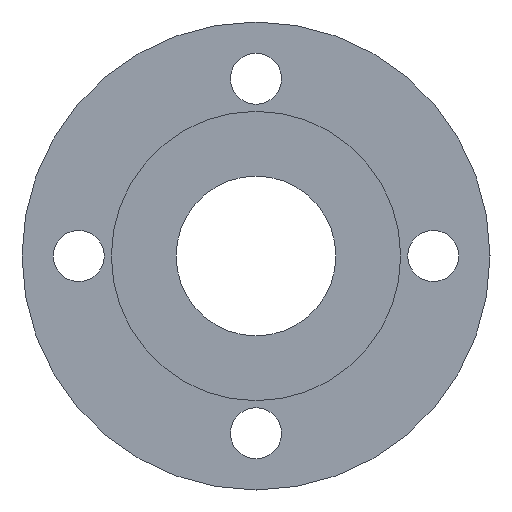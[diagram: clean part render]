
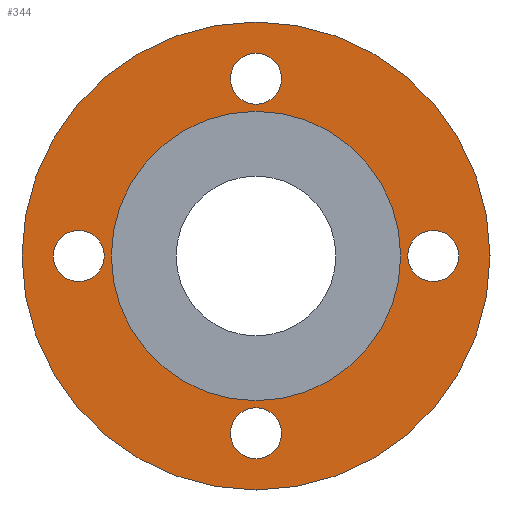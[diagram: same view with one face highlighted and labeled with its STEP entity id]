
A CAD part, front view. The second image highlights one B-rep face of the part: STEP entity #344.
In plain terms, the highlighted planar face has unit normal (0, -1, 0).
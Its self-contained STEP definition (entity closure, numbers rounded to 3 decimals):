
#4 = CARTESIAN_POINT ( 'NONE',  ( 0., 1.6, -62.5 ) ) ;
#5 = AXIS2_PLACEMENT_3D ( 'NONE', #676, #545, #482 ) ;
#9 = ORIENTED_EDGE ( 'NONE', *, *, #769, .F. ) ;
#11 = DIRECTION ( 'NONE',  ( 0., -1., 0. ) ) ;
#27 = ORIENTED_EDGE ( 'NONE', *, *, #289, .F. ) ;
#30 = EDGE_CURVE ( 'NONE', #96, #628, #235, .T. ) ;
#36 = DIRECTION ( 'NONE',  ( 0., 0., -1. ) ) ;
#52 = DIRECTION ( 'NONE',  ( 0., 0., 1. ) ) ;
#55 = CIRCLE ( 'NONE', #179, 9. ) ;
#58 = CARTESIAN_POINT ( 'NONE',  ( 0., 1.6, 62.5 ) ) ;
#64 = AXIS2_PLACEMENT_3D ( 'NONE', #726, #395, #848 ) ;
#69 = AXIS2_PLACEMENT_3D ( 'NONE', #389, #265, #52 ) ;
#76 = DIRECTION ( 'NONE',  ( 0., -1., 0. ) ) ;
#82 = DIRECTION ( 'NONE',  ( 0., 1., 0. ) ) ;
#83 = CARTESIAN_POINT ( 'NONE',  ( 62.5, 1.6, 0. ) ) ;
#96 = VERTEX_POINT ( 'NONE', #835 ) ;
#101 = AXIS2_PLACEMENT_3D ( 'NONE', #4, #539, #405 ) ;
#116 = FACE_BOUND ( 'NONE', #825, .T. ) ;
#133 = DIRECTION ( 'NONE',  ( 0., -1., 0. ) ) ;
#136 = VERTEX_POINT ( 'NONE', #717 ) ;
#137 = CIRCLE ( 'NONE', #101, 9. ) ;
#139 = EDGE_CURVE ( 'NONE', #615, #565, #668, .T. ) ;
#143 = DIRECTION ( 'NONE',  ( 0., 0., 1. ) ) ;
#152 = CARTESIAN_POINT ( 'NONE',  ( 0., 1.6, -53.5 ) ) ;
#161 = DIRECTION ( 'NONE',  ( 0., 1., 0. ) ) ;
#166 = FACE_BOUND ( 'NONE', #675, .T. ) ;
#174 = CARTESIAN_POINT ( 'NONE',  ( 0., 1.6, 0. ) ) ;
#179 = AXIS2_PLACEMENT_3D ( 'NONE', #83, #351, #737 ) ;
#186 = CIRCLE ( 'NONE', #426, 9. ) ;
#207 = CARTESIAN_POINT ( 'NONE',  ( 0., 1.6, -71.5 ) ) ;
#215 = DIRECTION ( 'NONE',  ( -1., 0., 0. ) ) ;
#216 = DIRECTION ( 'NONE',  ( 0., 0., 1. ) ) ;
#217 = CARTESIAN_POINT ( 'NONE',  ( -62.5, 1.6, 0. ) ) ;
#218 = DIRECTION ( 'NONE',  ( 0., 0., 1. ) ) ;
#219 = CIRCLE ( 'NONE', #5, 9. ) ;
#225 = EDGE_CURVE ( 'NONE', #728, #789, #733, .T. ) ;
#230 = DIRECTION ( 'NONE',  ( 0., -1., 0. ) ) ;
#235 = CIRCLE ( 'NONE', #721, 51. ) ;
#246 = CARTESIAN_POINT ( 'NONE',  ( 0., 1.6, 51. ) ) ;
#265 = DIRECTION ( 'NONE',  ( 0., 1., 0. ) ) ;
#275 = VERTEX_POINT ( 'NONE', #741 ) ;
#284 = EDGE_CURVE ( 'NONE', #813, #275, #55, .T. ) ;
#285 = AXIS2_PLACEMENT_3D ( 'NONE', #804, #76, #216 ) ;
#287 = EDGE_CURVE ( 'NONE', #477, #731, #137, .T. ) ;
#289 = EDGE_CURVE ( 'NONE', #723, #136, #658, .T. ) ;
#306 = EDGE_LOOP ( 'NONE', ( #9, #818 ) ) ;
#315 = AXIS2_PLACEMENT_3D ( 'NONE', #246, #750, #36 ) ;
#337 = CARTESIAN_POINT ( 'NONE',  ( 0., 1.6, -51. ) ) ;
#344 = ADVANCED_FACE ( 'NONE', ( #116, #166, #497, #566, #427, #700 ), #435, .T. ) ;
#351 = DIRECTION ( 'NONE',  ( 0., -1., 0. ) ) ;
#365 = CARTESIAN_POINT ( 'NONE',  ( 0., 1.6, 0. ) ) ;
#374 = CARTESIAN_POINT ( 'NONE',  ( 71.5, 1.6, 0. ) ) ;
#383 = AXIS2_PLACEMENT_3D ( 'NONE', #414, #11, #411 ) ;
#389 = CARTESIAN_POINT ( 'NONE',  ( 0., 1.6, 0. ) ) ;
#395 = DIRECTION ( 'NONE',  ( 0., 1., 0. ) ) ;
#403 = EDGE_CURVE ( 'NONE', #789, #728, #444, .T. ) ;
#405 = DIRECTION ( 'NONE',  ( 0., 0., -1. ) ) ;
#407 = EDGE_LOOP ( 'NONE', ( #859, #436 ) ) ;
#411 = DIRECTION ( 'NONE',  ( 1., 0., 0. ) ) ;
#414 = CARTESIAN_POINT ( 'NONE',  ( 62.5, 1.6, 0. ) ) ;
#419 = DIRECTION ( 'NONE',  ( 0., 0., 1. ) ) ;
#422 = ORIENTED_EDGE ( 'NONE', *, *, #139, .F. ) ;
#426 = AXIS2_PLACEMENT_3D ( 'NONE', #58, #852, #143 ) ;
#427 = FACE_BOUND ( 'NONE', #407, .T. ) ;
#429 = DIRECTION ( 'NONE',  ( -1., 0., 0. ) ) ;
#430 = ORIENTED_EDGE ( 'NONE', *, *, #225, .F. ) ;
#435 = PLANE ( 'NONE',  #315 ) ;
#436 = ORIENTED_EDGE ( 'NONE', *, *, #740, .T. ) ;
#444 = CIRCLE ( 'NONE', #858, 9. ) ;
#455 = EDGE_LOOP ( 'NONE', ( #552, #463 ) ) ;
#463 = ORIENTED_EDGE ( 'NONE', *, *, #287, .F. ) ;
#464 = CARTESIAN_POINT ( 'NONE',  ( 0., 1.6, -82.5 ) ) ;
#477 = VERTEX_POINT ( 'NONE', #207 ) ;
#482 = DIRECTION ( 'NONE',  ( 0., 0., -1. ) ) ;
#484 = AXIS2_PLACEMENT_3D ( 'NONE', #174, #82, #218 ) ;
#497 = FACE_BOUND ( 'NONE', #306, .T. ) ;
#500 = CARTESIAN_POINT ( 'NONE',  ( -71.5, 1.6, 0. ) ) ;
#539 = DIRECTION ( 'NONE',  ( 0., -1., 0. ) ) ;
#545 = DIRECTION ( 'NONE',  ( 0., -1., 0. ) ) ;
#550 = CARTESIAN_POINT ( 'NONE',  ( 0., 1.6, 53.5 ) ) ;
#552 = ORIENTED_EDGE ( 'NONE', *, *, #799, .F. ) ;
#565 = VERTEX_POINT ( 'NONE', #649 ) ;
#566 = FACE_BOUND ( 'NONE', #455, .T. ) ;
#574 = CARTESIAN_POINT ( 'NONE',  ( -62.5, 1.6, 0. ) ) ;
#585 = EDGE_CURVE ( 'NONE', #565, #615, #690, .T. ) ;
#591 = ORIENTED_EDGE ( 'NONE', *, *, #403, .F. ) ;
#594 = CIRCLE ( 'NONE', #383, 9. ) ;
#597 = EDGE_CURVE ( 'NONE', #136, #723, #186, .T. ) ;
#615 = VERTEX_POINT ( 'NONE', #464 ) ;
#627 = ORIENTED_EDGE ( 'NONE', *, *, #597, .F. ) ;
#628 = VERTEX_POINT ( 'NONE', #337 ) ;
#638 = CARTESIAN_POINT ( 'NONE',  ( -53.5, 1.6, 0. ) ) ;
#649 = CARTESIAN_POINT ( 'NONE',  ( 0., 1.6, 82.5 ) ) ;
#658 = CIRCLE ( 'NONE', #285, 9. ) ;
#668 = CIRCLE ( 'NONE', #69, 82.5 ) ;
#675 = EDGE_LOOP ( 'NONE', ( #27, #627 ) ) ;
#676 = CARTESIAN_POINT ( 'NONE',  ( 0., 1.6, -62.5 ) ) ;
#690 = CIRCLE ( 'NONE', #64, 82.5 ) ;
#700 = FACE_OUTER_BOUND ( 'NONE', #823, .T. ) ;
#717 = CARTESIAN_POINT ( 'NONE',  ( 0., 1.6, 71.5 ) ) ;
#721 = AXIS2_PLACEMENT_3D ( 'NONE', #365, #161, #419 ) ;
#723 = VERTEX_POINT ( 'NONE', #550 ) ;
#726 = CARTESIAN_POINT ( 'NONE',  ( 0., 1.6, 0. ) ) ;
#728 = VERTEX_POINT ( 'NONE', #500 ) ;
#731 = VERTEX_POINT ( 'NONE', #152 ) ;
#733 = CIRCLE ( 'NONE', #832, 9. ) ;
#737 = DIRECTION ( 'NONE',  ( 1., 0., 0. ) ) ;
#740 = EDGE_CURVE ( 'NONE', #628, #96, #857, .T. ) ;
#741 = CARTESIAN_POINT ( 'NONE',  ( 53.5, 1.6, 0. ) ) ;
#750 = DIRECTION ( 'NONE',  ( 0., -1., 0. ) ) ;
#763 = ORIENTED_EDGE ( 'NONE', *, *, #585, .F. ) ;
#769 = EDGE_CURVE ( 'NONE', #275, #813, #594, .T. ) ;
#789 = VERTEX_POINT ( 'NONE', #638 ) ;
#799 = EDGE_CURVE ( 'NONE', #731, #477, #219, .T. ) ;
#804 = CARTESIAN_POINT ( 'NONE',  ( 0., 1.6, 62.5 ) ) ;
#813 = VERTEX_POINT ( 'NONE', #374 ) ;
#818 = ORIENTED_EDGE ( 'NONE', *, *, #284, .F. ) ;
#823 = EDGE_LOOP ( 'NONE', ( #763, #422 ) ) ;
#825 = EDGE_LOOP ( 'NONE', ( #591, #430 ) ) ;
#832 = AXIS2_PLACEMENT_3D ( 'NONE', #217, #133, #215 ) ;
#835 = CARTESIAN_POINT ( 'NONE',  ( 0., 1.6, 51. ) ) ;
#848 = DIRECTION ( 'NONE',  ( 0., 0., 1. ) ) ;
#852 = DIRECTION ( 'NONE',  ( 0., -1., 0. ) ) ;
#857 = CIRCLE ( 'NONE', #484, 51. ) ;
#858 = AXIS2_PLACEMENT_3D ( 'NONE', #574, #230, #429 ) ;
#859 = ORIENTED_EDGE ( 'NONE', *, *, #30, .T. ) ;
